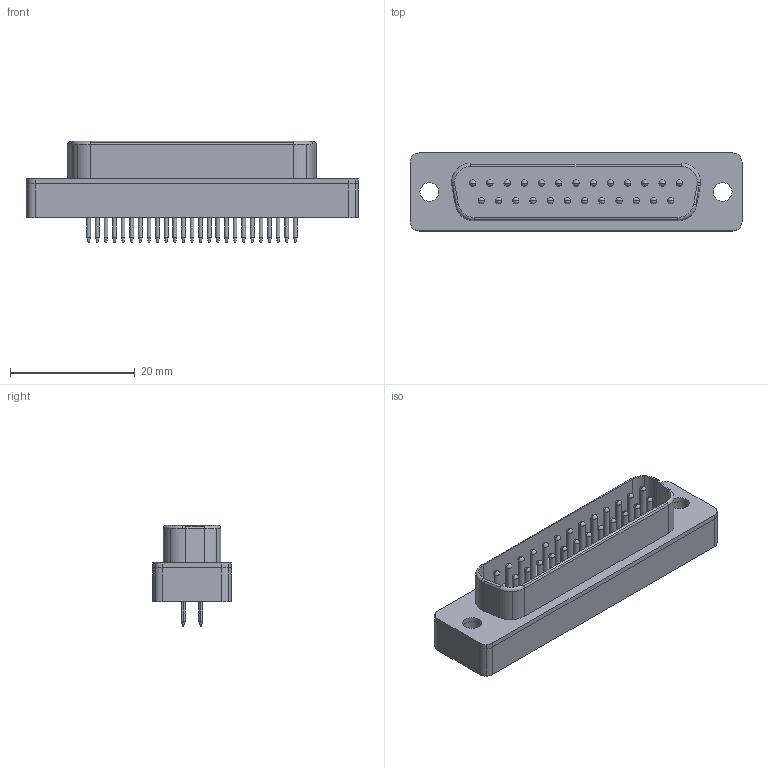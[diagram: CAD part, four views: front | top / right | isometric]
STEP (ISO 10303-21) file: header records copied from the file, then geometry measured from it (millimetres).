
FILE_DESCRIPTION((''),'2;1');
FILE_NAME('HARTING_09 65 321 7701.stp','2009-08-06T15:48:48',(''),(''),'Mechanical Desktop 2006','Mechanical Desktop 2006',', , ');
FILE_SCHEMA(('AUTOMOTIVE_DESIGN { 1 2 10303 214 0 1 1 1 }'));
Length unit declared in the file: millimetre
Products named in the file (1): Product
Bounding box: 53.2 x 12.5 x 16.2 mm (x, y, z)
Volume: 4429.3 mm3; surface area: 5482.9 mm2
Topology: 54 solids, 54 shells, 376 faces, 814 edges, 543 vertices
Faces by surface type: cylinder 164, plane 106, sphere 50, cone 50, torus 6
Entity records: 9699 total; most frequent: DIRECTION 1902, CARTESIAN_POINT 1586, ORIENTED_EDGE 1382, AXIS2_PLACEMENT_3D 786, EDGE_CURVE 691, VERTEX_POINT 422, CIRCLE 409, EDGE_LOOP 387
